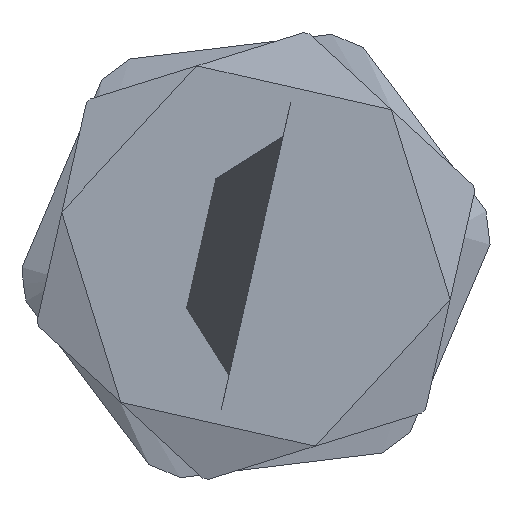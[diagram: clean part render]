
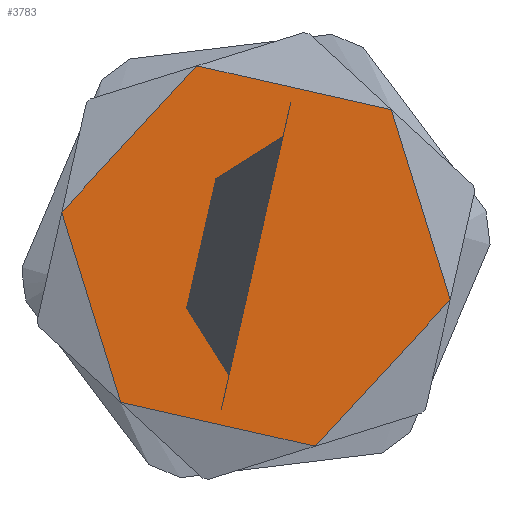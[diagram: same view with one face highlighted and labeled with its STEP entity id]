
A CAD part, left-side view. The second image highlights one B-rep face of the part: STEP entity #3783.
In plain terms, the highlighted free-form (B-spline) face has degree [1, 1] with [2, 2] control points.
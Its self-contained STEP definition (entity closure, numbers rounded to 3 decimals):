
#3022 = VERTEX_POINT('',#3023);
#3023 = CARTESIAN_POINT('',(0.,17.,-17.));
#3061 = VERTEX_POINT('',#3062);
#3062 = CARTESIAN_POINT('',(14.722,17.,8.5));
#3130 = VERTEX_POINT('',#3131);
#3131 = CARTESIAN_POINT('',(-14.722,17.,-8.5));
#3169 = VERTEX_POINT('',#3170);
#3170 = CARTESIAN_POINT('',(0.,17.,17.));
#3223 = VERTEX_POINT('',#3224);
#3224 = CARTESIAN_POINT('',(14.722,17.,-8.5));
#3292 = VERTEX_POINT('',#3293);
#3293 = CARTESIAN_POINT('',(-14.722,17.,8.5));
#3473 = EDGE_CURVE('',#3130,#3292,#3474,.T.);
#3474 = ( BOUNDED_CURVE() B_SPLINE_CURVE(2,(#3475,#3476,#3477),
.UNSPECIFIED.,.F.,.F.) B_SPLINE_CURVE_WITH_KNOTS((3,3),(-0.524,
0.524),.PIECEWISE_BEZIER_KNOTS.) CURVE() 
GEOMETRIC_REPRESENTATION_ITEM() RATIONAL_B_SPLINE_CURVE((1.,
0.866,1.)) REPRESENTATION_ITEM('') );
#3475 = CARTESIAN_POINT('',(-14.722,17.,-8.5));
#3476 = CARTESIAN_POINT('',(-19.63,17.,0.));
#3477 = CARTESIAN_POINT('',(-14.722,17.,8.5));
#3504 = EDGE_CURVE('',#3292,#3169,#3505,.T.);
#3505 = ( BOUNDED_CURVE() B_SPLINE_CURVE(2,(#3506,#3507,#3508),
.UNSPECIFIED.,.F.,.F.) B_SPLINE_CURVE_WITH_KNOTS((3,3),(0.524,
1.571),.PIECEWISE_BEZIER_KNOTS.) CURVE() 
GEOMETRIC_REPRESENTATION_ITEM() RATIONAL_B_SPLINE_CURVE((1.,
0.866,1.)) REPRESENTATION_ITEM('') );
#3506 = CARTESIAN_POINT('',(-14.722,17.,8.5));
#3507 = CARTESIAN_POINT('',(-9.815,17.,17.));
#3508 = CARTESIAN_POINT('',(0.,17.,17.));
#3521 = EDGE_CURVE('',#3022,#3130,#3522,.T.);
#3522 = ( BOUNDED_CURVE() B_SPLINE_CURVE(2,(#3523,#3524,#3525),
.UNSPECIFIED.,.F.,.F.) B_SPLINE_CURVE_WITH_KNOTS((3,3),(4.712,
5.76),.PIECEWISE_BEZIER_KNOTS.) CURVE() 
GEOMETRIC_REPRESENTATION_ITEM() RATIONAL_B_SPLINE_CURVE((1.,
0.866,1.)) REPRESENTATION_ITEM('') );
#3523 = CARTESIAN_POINT('',(0.,17.,-17.));
#3524 = CARTESIAN_POINT('',(-9.815,17.,-17.));
#3525 = CARTESIAN_POINT('',(-14.722,17.,-8.5));
#3552 = EDGE_CURVE('',#3169,#3061,#3553,.T.);
#3553 = ( BOUNDED_CURVE() B_SPLINE_CURVE(2,(#3554,#3555,#3556),
.UNSPECIFIED.,.F.,.F.) B_SPLINE_CURVE_WITH_KNOTS((3,3),(1.571,
2.618),.PIECEWISE_BEZIER_KNOTS.) CURVE() 
GEOMETRIC_REPRESENTATION_ITEM() RATIONAL_B_SPLINE_CURVE((1.,
0.866,1.)) REPRESENTATION_ITEM('') );
#3554 = CARTESIAN_POINT('',(0.,17.,17.));
#3555 = CARTESIAN_POINT('',(9.815,17.,17.));
#3556 = CARTESIAN_POINT('',(14.722,17.,8.5));
#3569 = EDGE_CURVE('',#3061,#3223,#3570,.T.);
#3570 = ( BOUNDED_CURVE() B_SPLINE_CURVE(2,(#3571,#3572,#3573),
.UNSPECIFIED.,.F.,.F.) B_SPLINE_CURVE_WITH_KNOTS((3,3),(2.618,
3.665),.PIECEWISE_BEZIER_KNOTS.) CURVE() 
GEOMETRIC_REPRESENTATION_ITEM() RATIONAL_B_SPLINE_CURVE((1.,
0.866,1.)) REPRESENTATION_ITEM('') );
#3571 = CARTESIAN_POINT('',(14.722,17.,8.5));
#3572 = CARTESIAN_POINT('',(19.63,17.,0.));
#3573 = CARTESIAN_POINT('',(14.722,17.,-8.5));
#3737 = EDGE_CURVE('',#3738,#3740,#3742,.T.);
#3738 = VERTEX_POINT('',#3739);
#3739 = CARTESIAN_POINT('',(-13.455,17.,0.));
#3740 = VERTEX_POINT('',#3741);
#3741 = CARTESIAN_POINT('',(13.455,17.,0.));
#3742 = ( BOUNDED_CURVE() B_SPLINE_CURVE(2,(#3743,#3744,#3745,#3746,
#3747),.UNSPECIFIED.,.F.,.F.) B_SPLINE_CURVE_WITH_KNOTS((3,2,3),(0.,
1.571,3.142),.UNSPECIFIED.) CURVE() 
GEOMETRIC_REPRESENTATION_ITEM() RATIONAL_B_SPLINE_CURVE((1.,
0.707,1.,0.707,1.)) REPRESENTATION_ITEM('') );
#3743 = CARTESIAN_POINT('',(-13.455,17.,0.));
#3744 = CARTESIAN_POINT('',(-13.455,17.,13.455));
#3745 = CARTESIAN_POINT('',(0.,17.,13.455));
#3746 = CARTESIAN_POINT('',(13.455,17.,13.455));
#3747 = CARTESIAN_POINT('',(13.455,17.,0.));
#3749 = EDGE_CURVE('',#3740,#3738,#3750,.T.);
#3750 = ( BOUNDED_CURVE() B_SPLINE_CURVE(2,(#3751,#3752,#3753,#3754,
#3755),.UNSPECIFIED.,.F.,.F.) B_SPLINE_CURVE_WITH_KNOTS((3,2,3),(
    3.142,4.712,6.283),
.PIECEWISE_BEZIER_KNOTS.) CURVE() GEOMETRIC_REPRESENTATION_ITEM() 
RATIONAL_B_SPLINE_CURVE((1.,0.707,1.,0.707,1.)) 
REPRESENTATION_ITEM('') );
#3751 = CARTESIAN_POINT('',(13.455,17.,0.));
#3752 = CARTESIAN_POINT('',(13.455,17.,-13.455));
#3753 = CARTESIAN_POINT('',(0.,17.,-13.455));
#3754 = CARTESIAN_POINT('',(-13.455,17.,-13.455));
#3755 = CARTESIAN_POINT('',(-13.455,17.,0.));
#3783 = ADVANCED_FACE('',(#3784,#3797),#3801,.T.);
#3784 = FACE_BOUND('',#3785,.T.);
#3785 = EDGE_LOOP('',(#3786,#3787,#3788,#3794,#3795,#3796));
#3786 = ORIENTED_EDGE('',*,*,#3473,.F.);
#3787 = ORIENTED_EDGE('',*,*,#3521,.F.);
#3788 = ORIENTED_EDGE('',*,*,#3789,.F.);
#3789 = EDGE_CURVE('',#3223,#3022,#3790,.T.);
#3790 = ( BOUNDED_CURVE() B_SPLINE_CURVE(2,(#3791,#3792,#3793),
.UNSPECIFIED.,.F.,.F.) B_SPLINE_CURVE_WITH_KNOTS((3,3),(3.665,
4.712),.PIECEWISE_BEZIER_KNOTS.) CURVE() 
GEOMETRIC_REPRESENTATION_ITEM() RATIONAL_B_SPLINE_CURVE((1.,
0.866,1.)) REPRESENTATION_ITEM('') );
#3791 = CARTESIAN_POINT('',(14.722,17.,-8.5));
#3792 = CARTESIAN_POINT('',(9.815,17.,-17.));
#3793 = CARTESIAN_POINT('',(0.,17.,-17.));
#3794 = ORIENTED_EDGE('',*,*,#3569,.F.);
#3795 = ORIENTED_EDGE('',*,*,#3552,.F.);
#3796 = ORIENTED_EDGE('',*,*,#3504,.F.);
#3797 = FACE_BOUND('',#3798,.T.);
#3798 = EDGE_LOOP('',(#3799,#3800));
#3799 = ORIENTED_EDGE('',*,*,#3737,.T.);
#3800 = ORIENTED_EDGE('',*,*,#3749,.T.);
#3801 = B_SPLINE_SURFACE_WITH_KNOTS('',1,1,(
    (#3802,#3803)
    ,(#3804,#3805
  )),.UNSPECIFIED.,.F.,.F.,.F.,(2,2),(2,2),(-1.701,1.701),(
    -0.441,3.487),.PIECEWISE_BEZIER_KNOTS.);
#3802 = CARTESIAN_POINT('',(-19.64,17.,17.01));
#3803 = CARTESIAN_POINT('',(19.64,17.,17.01));
#3804 = CARTESIAN_POINT('',(-19.64,17.,-17.01));
#3805 = CARTESIAN_POINT('',(19.64,17.,-17.01));
